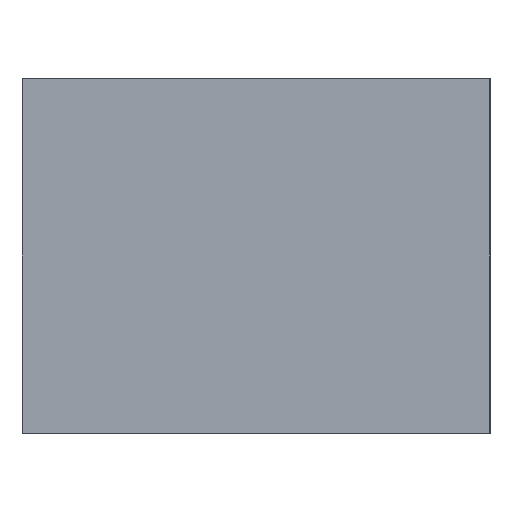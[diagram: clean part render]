
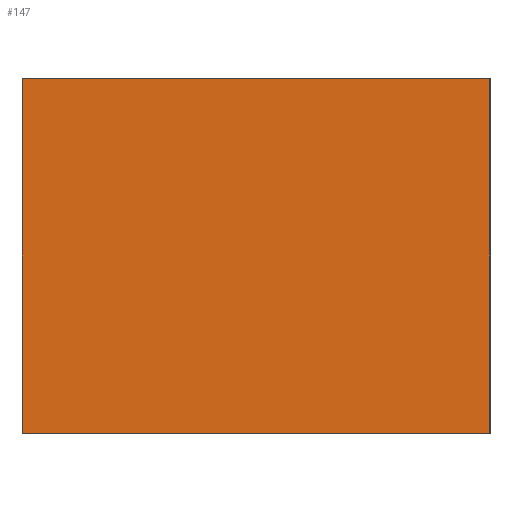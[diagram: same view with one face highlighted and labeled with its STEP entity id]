
A CAD part, left-side view. The second image highlights one B-rep face of the part: STEP entity #147.
In plain terms, the highlighted planar face has unit normal (-1, 0, 0).
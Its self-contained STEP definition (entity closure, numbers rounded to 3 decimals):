
#19=PLANE('',#161);
#27=FACE_OUTER_BOUND('',#35,.T.);
#35=EDGE_LOOP('',(#115,#116,#117,#118));
#47=LINE('',#223,#61);
#48=LINE('',#225,#62);
#49=LINE('',#227,#63);
#50=LINE('',#228,#64);
#61=VECTOR('',#185,10.);
#62=VECTOR('',#186,10.);
#63=VECTOR('',#187,10.);
#64=VECTOR('',#188,10.);
#81=VERTEX_POINT('',#221);
#82=VERTEX_POINT('',#222);
#83=VERTEX_POINT('',#224);
#84=VERTEX_POINT('',#226);
#95=EDGE_CURVE('',#81,#82,#47,.T.);
#96=EDGE_CURVE('',#81,#83,#48,.T.);
#97=EDGE_CURVE('',#84,#83,#49,.T.);
#98=EDGE_CURVE('',#82,#84,#50,.T.);
#115=ORIENTED_EDGE('',*,*,#95,.F.);
#116=ORIENTED_EDGE('',*,*,#96,.T.);
#117=ORIENTED_EDGE('',*,*,#97,.F.);
#118=ORIENTED_EDGE('',*,*,#98,.F.);
#147=ADVANCED_FACE('',(#27),#19,.T.);
#161=AXIS2_PLACEMENT_3D('',#220,#183,#184);
#183=DIRECTION('center_axis',(-1.,0.,0.));
#184=DIRECTION('ref_axis',(0.,0.,1.));
#185=DIRECTION('',(0.,0.,-1.));
#186=DIRECTION('',(0.,1.,0.));
#187=DIRECTION('',(0.,0.,1.));
#188=DIRECTION('',(0.,1.,0.));
#220=CARTESIAN_POINT('Origin',(0.,0.,18.5));
#221=CARTESIAN_POINT('',(0.,0.,23.5));
#222=CARTESIAN_POINT('',(0.,0.,18.5));
#223=CARTESIAN_POINT('',(0.,0.,23.5));
#224=CARTESIAN_POINT('',(0.,6.6,23.5));
#225=CARTESIAN_POINT('',(0.,0.,23.5));
#226=CARTESIAN_POINT('',(0.,6.6,18.5));
#227=CARTESIAN_POINT('',(0.,6.6,23.5));
#228=CARTESIAN_POINT('',(0.,0.,18.5));
